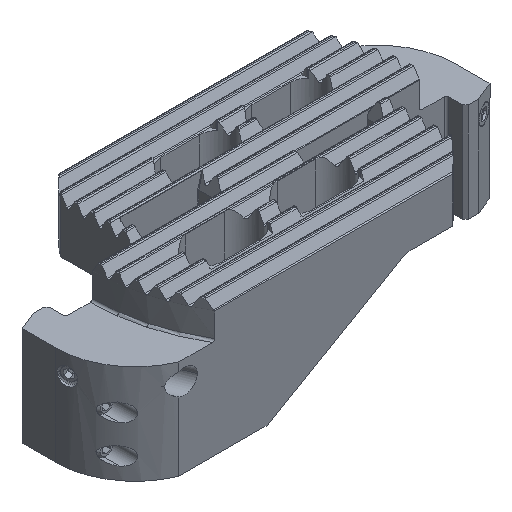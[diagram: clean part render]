
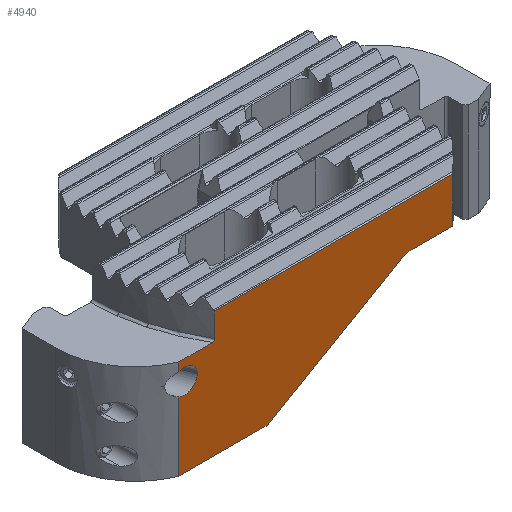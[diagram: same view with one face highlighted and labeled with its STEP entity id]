
A CAD part, isometric view. The second image highlights one B-rep face of the part: STEP entity #4940.
In plain terms, the highlighted planar face has unit normal (0, -1, 0).
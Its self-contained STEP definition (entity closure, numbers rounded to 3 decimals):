
#3328=EDGE_CURVE('NONE',#4994,#9360,#9791,.T.);
#3404=EDGE_CURVE('NONE',#8824,#9716,#9875,.T.);
#3886=VERTEX_POINT('NONE',#10402);
#4130=VERTEX_POINT('NONE',#10664);
#4382=VERTEX_POINT('NONE',#10945);
#4532=EDGE_CURVE('NONE',#6186,#9360,#11113,.T.);
#4860=EDGE_CURVE('NONE',#9524,#7950,#11479,.T.);
#4940=ADVANCED_FACE('NONE',(#11562),#11563,.T.);
#4994=VERTEX_POINT('NONE',#11625);
#5436=EDGE_CURVE('NONE',#7036,#4382,#12123,.T.);
#5556=EDGE_CURVE('NONE',#3886,#4130,#12258,.T.);
#6018=VERTEX_POINT('NONE',#12764);
#6186=VERTEX_POINT('NONE',#12957);
#6476=EDGE_CURVE('NONE',#9524,#4994,#13275,.T.);
#6916=EDGE_CURVE('NONE',#9020,#6186,#13760,.T.);
#7036=VERTEX_POINT('NONE',#13894);
#7696=EDGE_CURVE('NONE',#4382,#6018,#14615,.T.);
#7704=EDGE_CURVE('NONE',#7950,#8824,#14624,.T.);
#7788=EDGE_CURVE('NONE',#6018,#9020,#14717,.T.);
#7950=VERTEX_POINT('NONE',#14896);
#7956=EDGE_CURVE('NONE',#4130,#7036,#14902,.T.);
#8250=EDGE_CURVE('NONE',#9716,#3886,#15223,.T.);
#8824=VERTEX_POINT('NONE',#15851);
#9020=VERTEX_POINT('NONE',#16059);
#9360=VERTEX_POINT('NONE',#16437);
#9524=VERTEX_POINT('NONE',#16611);
#9716=VERTEX_POINT('NONE',#16819);
#9791=LINE('',#16926,#16927);
#9875=LINE('',#17077,#17078);
#10402=CARTESIAN_POINT('',(31.967,-36.36,47.102));
#10664=CARTESIAN_POINT('',(31.967,-36.36,38.15));
#10945=CARTESIAN_POINT('',(18.5,-36.36,37.35));
#11113=LINE('',#19345,#19346);
#11479=CIRCLE('',#19989,5.0);
#11562=FACE_OUTER_BOUND('',#20189,.T.);
#11563=PLANE('',#20190);
#11625=CARTESIAN_POINT('',(51.798,-36.36,0.35));
#12123=LINE('',#21180,#21181);
#12258=LINE('',#21393,#21394);
#12764=CARTESIAN_POINT('',(18.5,-36.36,34.181));
#12957=CARTESIAN_POINT('',(18.5,-36.36,26.019));
#13275=LINE('',#23239,#23240);
#13760=(B_SPLINE_CURVE(3,(#24083,#24084,#24085,#24086),.UNSPECIFIED.,.F.,.F.)B_SPLINE_CURVE_WITH_KNOTS((4,4),(3.142,5.147),.UNSPECIFIED.)RATIONAL_B_SPLINE_CURVE((1.0,0.692,0.692,1.0))BOUNDED_CURVE()REPRESENTATION_ITEM('')GEOMETRIC_REPRESENTATION_ITEM()CURVE());
#13894=CARTESIAN_POINT('',(31.036,-36.36,37.35));
#14615=LINE('',#25715,#25716);
#14624=LINE('',#25728,#25729);
#14717=(B_SPLINE_CURVE(3,(#25870,#25871,#25872,#25873),.UNSPECIFIED.,.F.,.F.)B_SPLINE_CURVE_WITH_KNOTS((4,4),(1.136,3.142),.UNSPECIFIED.)RATIONAL_B_SPLINE_CURVE((1.0,0.692,0.692,1.0))BOUNDED_CURVE()REPRESENTATION_ITEM('')GEOMETRIC_REPRESENTATION_ITEM()CURVE());
#14896=CARTESIAN_POINT('',(104.84,-36.36,30.2));
#14902=B_SPLINE_CURVE_WITH_KNOTS('',3,(#26212,#26213,#26214,#26215,#26216,#26217,#26218,#26219,#26220,#26221),.UNSPECIFIED.,.F.,.F.,(4,2,2,2,4),(0.0,0.,0.001,0.001,0.001),.UNSPECIFIED.);
#15223=LINE('',#26807,#26808);
#15851=CARTESIAN_POINT('',(120.636,-36.36,30.2));
#16059=CARTESIAN_POINT('',(25.398,-36.36,30.1));
#16437=CARTESIAN_POINT('',(18.5,-36.36,0.35));
#16611=CARTESIAN_POINT('',(102.34,-36.36,29.53));
#16819=CARTESIAN_POINT('',(120.636,-36.36,47.102));
#16926=CARTESIAN_POINT('',(0.0,-36.36,0.35));
#16927=VECTOR('',#29774,1000.0);
#17077=CARTESIAN_POINT('',(120.636,-36.36,57.675));
#17078=VECTOR('',#29866,1000.0);
#19345=CARTESIAN_POINT('',(18.5,-36.36,51.1));
#19346=VECTOR('',#31206,1000.0);
#19989=AXIS2_PLACEMENT_3D('',#31624,#31625,#31626);
#20189=EDGE_LOOP('',(#31677,#31678,#31679,#31680,#31681,#31682,#31683,#31684,#31685,#31686,#31687,#31688,#31689));
#20190=AXIS2_PLACEMENT_3D('',#31690,#31691,#31692);
#21180=CARTESIAN_POINT('',(129.5,-36.36,37.35));
#21181=VECTOR('',#32380,1000.0);
#21393=CARTESIAN_POINT('',(31.967,-36.36,59.465));
#21394=VECTOR('',#32557,1000.0);
#23239=CARTESIAN_POINT('',(132.05,-36.36,46.683));
#23240=VECTOR('',#33692,1000.0);
#24083=CARTESIAN_POINT('',(25.398,-36.36,30.1));
#24084=CARTESIAN_POINT('',(25.398,-36.36,26.445));
#24085=CARTESIAN_POINT('',(22.075,-36.36,24.479));
#24086=CARTESIAN_POINT('',(18.5,-36.36,26.019));
#25715=CARTESIAN_POINT('',(18.5,-36.36,51.1));
#25716=VECTOR('',#35088,1000.0);
#25728=CARTESIAN_POINT('',(104.84,-36.36,30.2));
#25729=VECTOR('',#35098,1000.0);
#25870=CARTESIAN_POINT('',(18.5,-36.36,34.181));
#25871=CARTESIAN_POINT('',(22.075,-36.36,35.721));
#25872=CARTESIAN_POINT('',(25.398,-36.36,33.755));
#25873=CARTESIAN_POINT('',(25.398,-36.36,30.1));
#26212=CARTESIAN_POINT('',(31.967,-36.36,38.15));
#26213=CARTESIAN_POINT('',(31.967,-36.36,38.035));
#26214=CARTESIAN_POINT('',(31.937,-36.36,37.923));
#26215=CARTESIAN_POINT('',(31.833,-36.36,37.723));
#26216=CARTESIAN_POINT('',(31.757,-36.36,37.634));
#26217=CARTESIAN_POINT('',(31.58,-36.36,37.493));
#26218=CARTESIAN_POINT('',(31.478,-36.36,37.439));
#26219=CARTESIAN_POINT('',(31.262,-36.36,37.368));
#26220=CARTESIAN_POINT('',(31.15,-36.36,37.35));
#26221=CARTESIAN_POINT('',(31.036,-36.36,37.35));
#26807=CARTESIAN_POINT('',(129.5,-36.36,47.102));
#26808=VECTOR('',#35760,1000.0);
#29774=DIRECTION('',(-1.0,0.0,0.));
#29866=DIRECTION('',(0.0,-0.0,1.0));
#31206=DIRECTION('',(0.,0.0,-1.0));
#31624=CARTESIAN_POINT('',(104.84,-36.36,25.2));
#31625=DIRECTION('',(-0.0,1.0,0.0));
#31626=DIRECTION('',(1.0,0.0,0.0));
#31677=ORIENTED_EDGE('',*,*,#7696,.T.);
#31678=ORIENTED_EDGE('',*,*,#7788,.T.);
#31679=ORIENTED_EDGE('',*,*,#6916,.T.);
#31680=ORIENTED_EDGE('',*,*,#4532,.T.);
#31681=ORIENTED_EDGE('',*,*,#3328,.F.);
#31682=ORIENTED_EDGE('',*,*,#6476,.F.);
#31683=ORIENTED_EDGE('',*,*,#4860,.T.);
#31684=ORIENTED_EDGE('',*,*,#7704,.T.);
#31685=ORIENTED_EDGE('',*,*,#3404,.T.);
#31686=ORIENTED_EDGE('',*,*,#8250,.T.);
#31687=ORIENTED_EDGE('',*,*,#5556,.T.);
#31688=ORIENTED_EDGE('',*,*,#7956,.T.);
#31689=ORIENTED_EDGE('',*,*,#5436,.T.);
#31690=CARTESIAN_POINT('',(129.5,-36.36,51.1));
#31691=DIRECTION('',(0.0,-1.0,0.0));
#31692=DIRECTION('',(0.0,0.0,1.0));
#32380=DIRECTION('',(-1.0,0.0,0.0));
#32557=DIRECTION('',(0.0,0.0,-1.0));
#33692=DIRECTION('',(-0.866,0.0,-0.5));
#35088=DIRECTION('',(0.,0.0,-1.0));
#35098=DIRECTION('',(1.0,0.0,0.0));
#35760=DIRECTION('',(-1.0,0.0,0.0));
